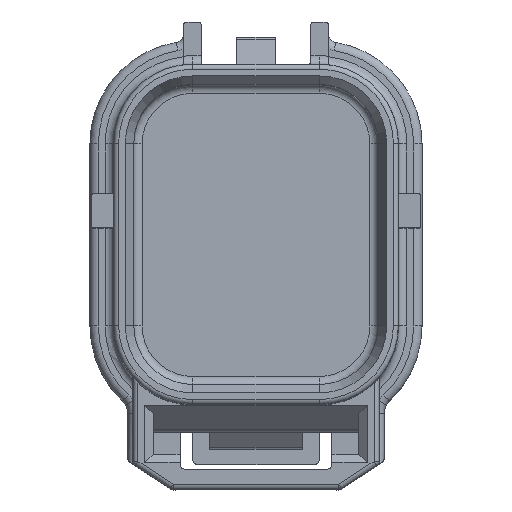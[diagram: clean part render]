
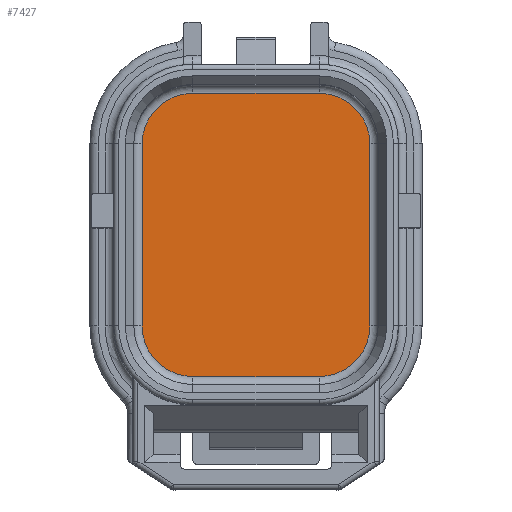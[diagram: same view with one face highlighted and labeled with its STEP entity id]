
A CAD part, top view. The second image highlights one B-rep face of the part: STEP entity #7427.
In plain terms, the highlighted planar face has unit normal (0, 0, 1).
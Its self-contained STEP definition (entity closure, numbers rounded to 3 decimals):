
#141=PLANE('',#8347);
#725=FACE_OUTER_BOUND('',#1189,.T.);
#1189=EDGE_LOOP('',(#6568,#6569,#6570,#6571,#6572,#6573,#6574,#6575));
#1828=LINE('',#13725,#2388);
#1830=LINE('',#13736,#2390);
#1832=LINE('',#13748,#2392);
#1833=LINE('',#13757,#2393);
#2388=VECTOR('',#10585,10.);
#2390=VECTOR('',#10599,10.);
#2392=VECTOR('',#10613,10.);
#2393=VECTOR('',#10626,10.);
#2841=CIRCLE('',#8329,3.);
#2845=CIRCLE('',#8335,3.);
#2849=CIRCLE('',#8341,3.);
#2851=CIRCLE('',#8345,3.);
#3489=VERTEX_POINT('',#13722);
#3490=VERTEX_POINT('',#13724);
#3491=VERTEX_POINT('',#13728);
#3492=VERTEX_POINT('',#13732);
#3494=VERTEX_POINT('',#13738);
#3496=VERTEX_POINT('',#13744);
#3498=VERTEX_POINT('',#13750);
#3499=VERTEX_POINT('',#13755);
#4552=EDGE_CURVE('',#3489,#3490,#1828,.T.);
#4555=EDGE_CURVE('',#3490,#3491,#2841,.T.);
#4558=EDGE_CURVE('',#3491,#3492,#1830,.T.);
#4561=EDGE_CURVE('',#3492,#3494,#2845,.T.);
#4564=EDGE_CURVE('',#3494,#3496,#1832,.T.);
#4567=EDGE_CURVE('',#3496,#3498,#2849,.T.);
#4569=EDGE_CURVE('',#3498,#3499,#1833,.T.);
#4570=EDGE_CURVE('',#3499,#3489,#2851,.T.);
#6568=ORIENTED_EDGE('',*,*,#4552,.F.);
#6569=ORIENTED_EDGE('',*,*,#4570,.F.);
#6570=ORIENTED_EDGE('',*,*,#4569,.F.);
#6571=ORIENTED_EDGE('',*,*,#4567,.F.);
#6572=ORIENTED_EDGE('',*,*,#4564,.F.);
#6573=ORIENTED_EDGE('',*,*,#4561,.F.);
#6574=ORIENTED_EDGE('',*,*,#4558,.F.);
#6575=ORIENTED_EDGE('',*,*,#4555,.F.);
#7427=ADVANCED_FACE('',(#725),#141,.T.);
#8329=AXIS2_PLACEMENT_3D('',#13730,#10592,#10593);
#8335=AXIS2_PLACEMENT_3D('',#13742,#10606,#10607);
#8341=AXIS2_PLACEMENT_3D('',#13753,#10620,#10621);
#8345=AXIS2_PLACEMENT_3D('',#13759,#10629,#10630);
#8347=AXIS2_PLACEMENT_3D('',#13762,#10634,#10635);
#10585=DIRECTION('',(1.,0.,0.));
#10592=DIRECTION('center_axis',(0.,0.,-1.));
#10593=DIRECTION('ref_axis',(0.707,0.707,0.));
#10599=DIRECTION('',(0.,-1.,0.));
#10606=DIRECTION('center_axis',(0.,0.,-1.));
#10607=DIRECTION('ref_axis',(0.707,-0.707,0.));
#10613=DIRECTION('',(-1.,0.,0.));
#10620=DIRECTION('center_axis',(0.,0.,-1.));
#10621=DIRECTION('ref_axis',(-0.707,-0.707,0.));
#10626=DIRECTION('',(0.,1.,0.));
#10629=DIRECTION('center_axis',(0.,0.,-1.));
#10630=DIRECTION('ref_axis',(-0.707,0.707,0.));
#10634=DIRECTION('center_axis',(0.,0.,1.));
#10635=DIRECTION('ref_axis',(1.,0.,0.));
#13722=CARTESIAN_POINT('',(4.7,18.5,0.));
#13724=CARTESIAN_POINT('',(12.2,18.5,0.));
#13725=CARTESIAN_POINT('',(6.575,18.5,0.));
#13728=CARTESIAN_POINT('',(15.2,15.5,0.));
#13730=CARTESIAN_POINT('Origin',(12.2,15.5,0.));
#13732=CARTESIAN_POINT('',(15.2,4.7,0.));
#13736=CARTESIAN_POINT('',(15.2,12.8,0.));
#13738=CARTESIAN_POINT('',(12.2,1.7,0.));
#13742=CARTESIAN_POINT('Origin',(12.2,4.7,0.));
#13744=CARTESIAN_POINT('',(4.7,1.7,0.));
#13748=CARTESIAN_POINT('',(10.325,1.7,0.));
#13750=CARTESIAN_POINT('',(1.7,4.7,0.));
#13753=CARTESIAN_POINT('Origin',(4.7,4.7,0.));
#13755=CARTESIAN_POINT('',(1.7,15.5,0.));
#13757=CARTESIAN_POINT('',(1.7,7.4,0.));
#13759=CARTESIAN_POINT('Origin',(4.7,15.5,0.));
#13762=CARTESIAN_POINT('Origin',(8.45,10.1,0.));
